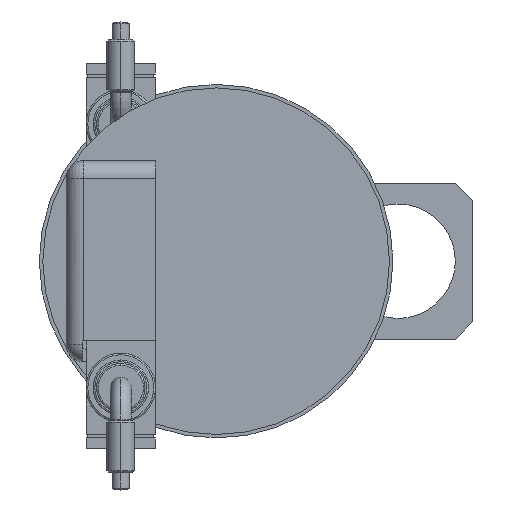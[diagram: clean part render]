
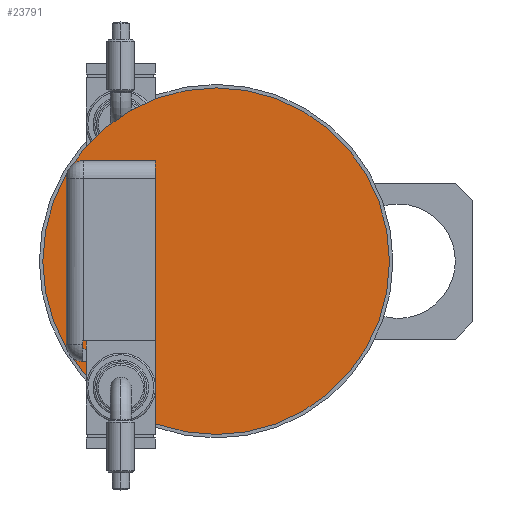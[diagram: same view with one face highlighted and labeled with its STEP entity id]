
A CAD part, left-side view. The second image highlights one B-rep face of the part: STEP entity #23791.
In plain terms, the highlighted face is planar.
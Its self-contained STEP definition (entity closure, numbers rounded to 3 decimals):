
#373 = EDGE_CURVE ( 'NONE', #11938, #6416, #3813, .T. ) ;
#1423 = AXIS2_PLACEMENT_3D ( 'NONE', #21206, #11881, #14165 ) ;
#2340 = DIRECTION ( 'NONE',  ( 0., 0., 1. ) ) ;
#3813 = CIRCLE ( 'NONE', #16214, 50. ) ;
#4476 = PLANE ( 'NONE',  #1423 ) ;
#5228 = ORIENTED_EDGE ( 'NONE', *, *, #373, .F. ) ;
#6416 = VERTEX_POINT ( 'NONE', #23198 ) ;
#7208 = DIRECTION ( 'NONE',  ( 1., 0., 0. ) ) ;
#7892 = CARTESIAN_POINT ( 'NONE',  ( -50., 0., 0. ) ) ;
#9763 = AXIS2_PLACEMENT_3D ( 'NONE', #18956, #2340, #16892 ) ;
#10723 = EDGE_CURVE ( 'NONE', #6416, #11938, #14383, .T. ) ;
#11881 = DIRECTION ( 'NONE',  ( 0., 0., 1. ) ) ;
#11938 = VERTEX_POINT ( 'NONE', #7892 ) ;
#14165 = DIRECTION ( 'NONE',  ( 1., 0., 0. ) ) ;
#14383 = CIRCLE ( 'NONE', #9763, 50. ) ;
#14952 = CARTESIAN_POINT ( 'NONE',  ( 0., 0., 0. ) ) ;
#16004 = ORIENTED_EDGE ( 'NONE', *, *, #10723, .F. ) ;
#16214 = AXIS2_PLACEMENT_3D ( 'NONE', #14952, #23683, #7208 ) ;
#16892 = DIRECTION ( 'NONE',  ( 1., 0., 0. ) ) ;
#18890 = EDGE_LOOP ( 'NONE', ( #5228, #16004 ) ) ;
#18956 = CARTESIAN_POINT ( 'NONE',  ( 0., 0., 0. ) ) ;
#21084 = FACE_OUTER_BOUND ( 'NONE', #18890, .T. ) ;
#21206 = CARTESIAN_POINT ( 'NONE',  ( 0., 0., 0. ) ) ;
#23198 = CARTESIAN_POINT ( 'NONE',  ( 50., 0., 0. ) ) ;
#23683 = DIRECTION ( 'NONE',  ( 0., 0., 1. ) ) ;
#23791 = ADVANCED_FACE ( 'NONE', ( #21084 ), #4476, .F. ) ;
